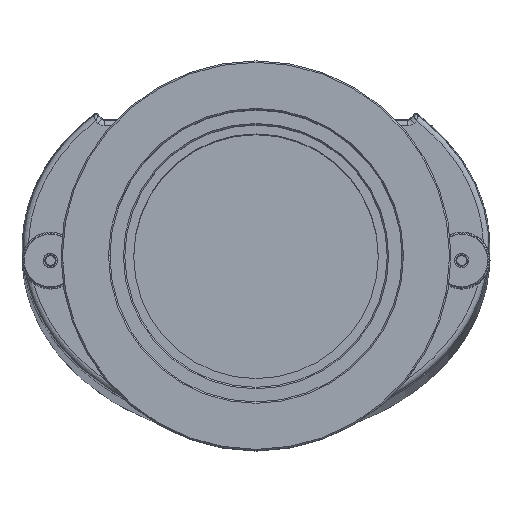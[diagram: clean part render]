
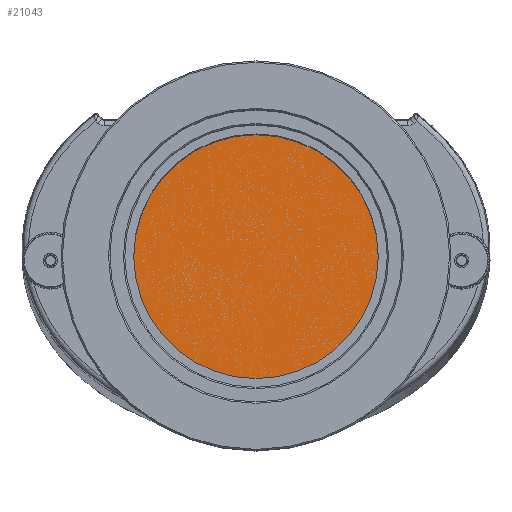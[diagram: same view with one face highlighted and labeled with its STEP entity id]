
A CAD part, front view. The second image highlights one B-rep face of the part: STEP entity #21043.
In plain terms, the highlighted planar face has unit normal (0, -1, 0.015).
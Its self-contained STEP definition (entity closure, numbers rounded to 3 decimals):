
#6500 = PLANE ( 'NONE',  #33908 ) ;
#13321 = CARTESIAN_POINT ( 'NONE',  ( 0., -72.712, -40.681 ) ) ;
#13442 = CARTESIAN_POINT ( 'NONE',  ( 0., -72.444, -23.433 ) ) ;
#21043 = ADVANCED_FACE ( 'NONE', ( #31060 ), #6500, .F. ) ;
#21998 = VERTEX_POINT ( 'NONE', #13321 ) ;
#22202 = CARTESIAN_POINT ( 'NONE',  ( -17.25, -72.444, -23.433 ) ) ;
#22732 = DIRECTION ( 'NONE',  ( 0., 1., -0.016 ) ) ;
#30467 = ORIENTED_EDGE ( 'NONE', *, *, #36583, .T. ) ;
#31060 = FACE_OUTER_BOUND ( 'NONE', #31867, .T. ) ;
#31867 = EDGE_LOOP ( 'NONE', ( #30467 ) ) ;
#33908 = AXIS2_PLACEMENT_3D ( 'NONE', #22202, #22732, #38616 ) ;
#34732 = DIRECTION ( 'NONE',  ( 0., -1., 0.016 ) ) ;
#36583 = EDGE_CURVE ( 'NONE', #21998, #21998, #51180, .T. ) ;
#38616 = DIRECTION ( 'NONE',  ( 0., 0.016, 1. ) ) ;
#40785 = AXIS2_PLACEMENT_3D ( 'NONE', #13442, #34732, #47461 ) ;
#47461 = DIRECTION ( 'NONE',  ( 0., -0.016, -1. ) ) ;
#51180 = CIRCLE ( 'NONE', #40785, 17.25 ) ;
